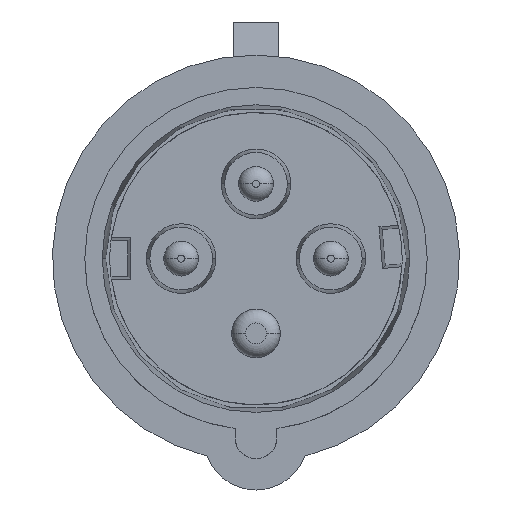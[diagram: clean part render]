
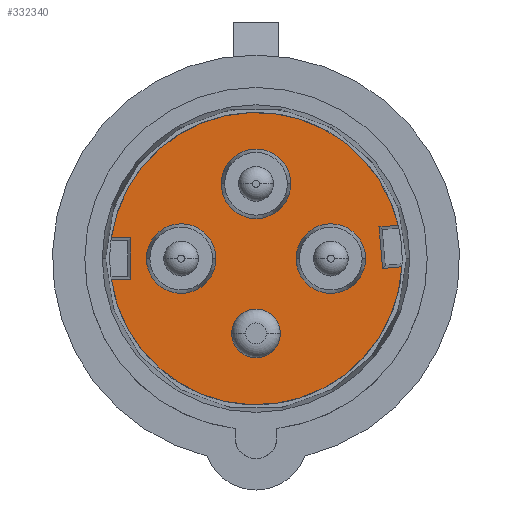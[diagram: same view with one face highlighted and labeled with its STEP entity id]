
A CAD part, front view. The second image highlights one B-rep face of the part: STEP entity #332340.
In plain terms, the highlighted planar face has unit normal (0, -1, 0).
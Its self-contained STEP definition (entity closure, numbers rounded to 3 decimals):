
#72140=CARTESIAN_POINT('',(0.,-74.776,3.));
#72150=DIRECTION('',(1.,0.,0.));
#72160=VECTOR('',#72150,1.);
#72170=LINE('',#72140,#72160);
#72180=CARTESIAN_POINT('',(-20.785,-74.776,
3.));
#72190=VERTEX_POINT('',#72180);
#72200=CARTESIAN_POINT('',(-18.,-74.776,3.));
#72210=VERTEX_POINT('',#72200);
#72220=EDGE_CURVE('',#72190,#72210,#72170,.T.);
#324280=CARTESIAN_POINT('',(20.444,-74.776,
4.8));
#324290=VERTEX_POINT('',#324280);
#324320=CARTESIAN_POINT('',(0.,-74.776,0.))
;
#324330=DIRECTION('',(0.,-1.,0.));
#324340=DIRECTION('',(1.,0.,0.));
#324350=AXIS2_PLACEMENT_3D('',#324320,#324330,#324340);
#324360=CIRCLE('',#324350,21.);
#324370=EDGE_CURVE('',#324290,#72190,#324360,.T.);
#324670=CARTESIAN_POINT('',(17.67,-74.776,
4.557));
#324680=VERTEX_POINT('',#324670);
#324710=CARTESIAN_POINT('',(0.,-74.776,3.011));
#324720=DIRECTION('',(0.996,0.,0.087));
#324730=VECTOR('',#324720,1.);
#324740=LINE('',#324710,#324730);
#324750=EDGE_CURVE('',#324680,#324290,#324740,.T.);
#325410=CARTESIAN_POINT('',(-15.75,-74.776,
0.));
#325420=VERTEX_POINT('',#325410);
#325450=CARTESIAN_POINT('',(-10.75,-74.776,
0.));
#325460=DIRECTION('',(0.,-1.,0.));
#325470=DIRECTION('',(1.,0.,0.));
#325480=AXIS2_PLACEMENT_3D('',#325450,#325460,#325470);
#325490=CIRCLE('',#325480,5.);
#325500=CARTESIAN_POINT('',(-5.75,-74.776,
0.));
#325510=VERTEX_POINT('',#325500);
#325520=EDGE_CURVE('',#325510,#325420,#325490,.T.);
#326210=CARTESIAN_POINT('',(-18.,-74.776,-3.));
#326220=VERTEX_POINT('',#326210);
#326270=CARTESIAN_POINT('',(-18.,-74.776,0.));
#326280=DIRECTION('',(-0.,0.,-1.));
#326290=VECTOR('',#326280,1.);
#326300=LINE('',#326270,#326290);
#326310=EDGE_CURVE('',#72210,#326220,#326300,.T.);
#327230=CARTESIAN_POINT('',(-5.,-74.776,10.75));
#327240=VERTEX_POINT('',#327230);
#327270=CARTESIAN_POINT('',(0.,-74.776,10.75));
#327280=DIRECTION('',(0.,-1.,0.));
#327290=DIRECTION('',(1.,0.,0.));
#327300=AXIS2_PLACEMENT_3D('',#327270,#327280,#327290);
#327310=CIRCLE('',#327300,5.);
#327320=CARTESIAN_POINT('',(5.,-74.776,10.75));
#327330=VERTEX_POINT('',#327320);
#327340=EDGE_CURVE('',#327330,#327240,#327310,.T.);
#329400=CARTESIAN_POINT('',(-20.785,-74.776,
-3.));
#329410=VERTEX_POINT('',#329400);
#329460=CARTESIAN_POINT('',(0.,-74.776,-3.));
#329470=DIRECTION('',(-1.,0.,0.));
#329480=VECTOR('',#329470,1.);
#329490=LINE('',#329460,#329480);
#329500=EDGE_CURVE('',#326220,#329410,#329490,.T.);
#330600=CARTESIAN_POINT('',(5.75,-74.776,0.
));
#330610=VERTEX_POINT('',#330600);
#330640=CARTESIAN_POINT('',(10.75,-74.776,
0.));
#330650=DIRECTION('',(0.,-1.,0.));
#330660=DIRECTION('',(1.,0.,0.));
#330670=AXIS2_PLACEMENT_3D('',#330640,#330650,#330660);
#330680=CIRCLE('',#330670,5.);
#330690=CARTESIAN_POINT('',(15.75,-74.776,
0.));
#330700=VERTEX_POINT('',#330690);
#330710=EDGE_CURVE('',#330700,#330610,#330680,.T.);
#331250=CARTESIAN_POINT('',(0.,-74.776,-3.011));
#331260=DIRECTION('',(-0.996,0.,-0.087));
#331270=VECTOR('',#331260,1.);
#331280=LINE('',#331250,#331270);
#331290=CARTESIAN_POINT('',(20.967,-74.776,
-1.177));
#331300=VERTEX_POINT('',#331290);
#331310=CARTESIAN_POINT('',(18.193,-74.776,
-1.42));
#331320=VERTEX_POINT('',#331310);
#331330=EDGE_CURVE('',#331300,#331320,#331280,.T.);
#331670=CARTESIAN_POINT('',(18.069,-74.776,0.));
#331680=DIRECTION('',(-0.087,0.,0.996));
#331690=VECTOR('',#331680,1.);
#331700=LINE('',#331670,#331690);
#331710=EDGE_CURVE('',#331320,#324680,#331700,.T.);
#331830=CARTESIAN_POINT('',(-15.752,-74.776,
9.444));
#331840=DIRECTION('',(0.,-1.,0.));
#331850=DIRECTION('',(1.,0.,0.));
#331860=AXIS2_PLACEMENT_3D('',#331830,#331840,#331850);
#331870=PLANE('',#331860);
#331880=CARTESIAN_POINT('',(0.,-74.776,-10.75));
#331890=DIRECTION('',(0.,-1.,0.));
#331900=DIRECTION('',(1.,0.,0.));
#331910=AXIS2_PLACEMENT_3D('',#331880,#331890,#331900);
#331920=CIRCLE('',#331910,3.5);
#331930=CARTESIAN_POINT('',(3.5,-74.776,-10.75));
#331940=VERTEX_POINT('',#331930);
#331950=CARTESIAN_POINT('',(-3.5,-74.776,-10.75));
#331960=VERTEX_POINT('',#331950);
#331970=EDGE_CURVE('',#331940,#331960,#331920,.T.);
#331980=ORIENTED_EDGE('',*,*,#331970,.F.);
#331990=EDGE_CURVE('',#331960,#331940,#331920,.T.);
#332000=ORIENTED_EDGE('',*,*,#331990,.F.);
#332010=EDGE_LOOP('',(#332000,#331980));
#332020=FACE_BOUND('',#332010,.T.);
#332030=ORIENTED_EDGE('',*,*,#330710,.F.);
#332040=EDGE_CURVE('',#330610,#330700,#330680,.T.);
#332050=ORIENTED_EDGE('',*,*,#332040,.F.);
#332060=EDGE_LOOP('',(#332050,#332030));
#332070=FACE_BOUND('',#332060,.T.);
#332080=ORIENTED_EDGE('',*,*,#325520,.F.);
#332090=EDGE_CURVE('',#325420,#325510,#325490,.T.);
#332100=ORIENTED_EDGE('',*,*,#332090,.F.);
#332110=EDGE_LOOP('',(#332100,#332080));
#332120=FACE_BOUND('',#332110,.T.);
#332130=ORIENTED_EDGE('',*,*,#327340,.F.);
#332140=EDGE_CURVE('',#327240,#327330,#327310,.T.);
#332150=ORIENTED_EDGE('',*,*,#332140,.F.);
#332160=EDGE_LOOP('',(#332150,#332130));
#332170=FACE_BOUND('',#332160,.T.);
#332180=ORIENTED_EDGE('',*,*,#324750,.T.);
#332190=ORIENTED_EDGE('',*,*,#331710,.T.);
#332200=ORIENTED_EDGE('',*,*,#331330,.T.);
#332210=CARTESIAN_POINT('',(0.,-74.776,0.))
;
#332220=DIRECTION('',(0.,-1.,0.));
#332230=DIRECTION('',(1.,0.,0.));
#332240=AXIS2_PLACEMENT_3D('',#332210,#332220,#332230);
#332250=CIRCLE('',#332240,21.);
#332260=EDGE_CURVE('',#329410,#331300,#332250,.T.);
#332270=ORIENTED_EDGE('',*,*,#332260,.T.);
#332280=ORIENTED_EDGE('',*,*,#329500,.T.);
#332290=ORIENTED_EDGE('',*,*,#326310,.T.);
#332300=ORIENTED_EDGE('',*,*,#72220,.T.);
#332310=ORIENTED_EDGE('',*,*,#324370,.T.);
#332320=EDGE_LOOP('',(#332310,#332300,#332290,#332280,#332270,#332200,
#332190,#332180));
#332330=FACE_OUTER_BOUND('',#332320,.T.);
#332340=ADVANCED_FACE('',(#332020,#332070,#332120,#332170,#332330),
#331870,.T.);
